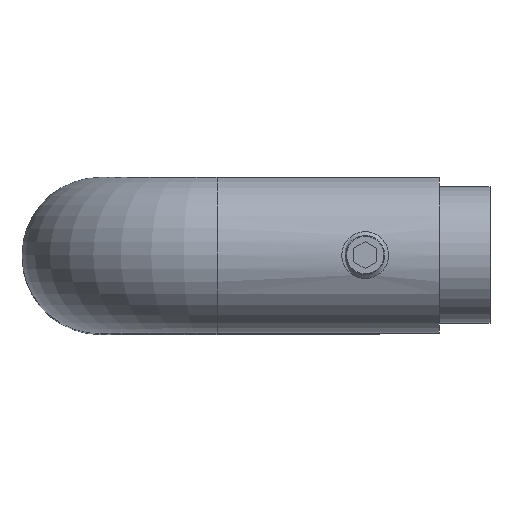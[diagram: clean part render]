
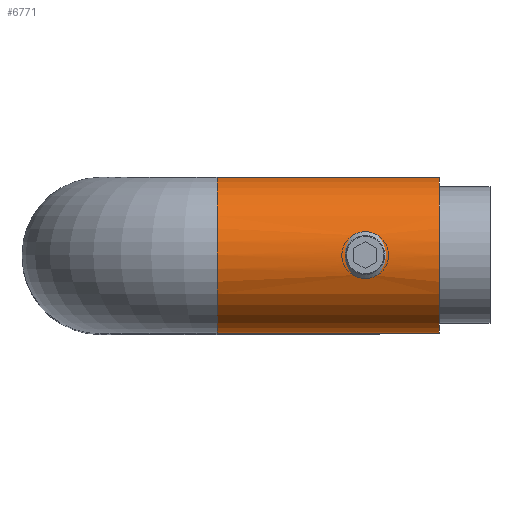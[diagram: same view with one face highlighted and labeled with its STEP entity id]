
A CAD part, top view. The second image highlights one B-rep face of the part: STEP entity #6771.
In plain terms, the highlighted cylindrical face has radius 10 mm (diameter 20 mm), a full revolution.
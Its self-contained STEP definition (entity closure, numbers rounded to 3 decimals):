
#163 = VERTEX_POINT ( 'NONE', #3893 ) ;
#620 = CARTESIAN_POINT ( 'NONE',  ( -9.801, 1.998, 14.462 ) ) ;
#657 = CARTESIAN_POINT ( 'NONE',  ( -9.884, 1.525, 14.013 ) ) ;
#698 = CARTESIAN_POINT ( 'NONE',  ( -9.884, 1.527, 17.986 ) ) ;
#738 = CARTESIAN_POINT ( 'NONE',  ( -10., 0.166, 13.5 ) ) ;
#777 = CARTESIAN_POINT ( 'NONE',  ( -9.968, -0.811, 13.63 ) ) ;
#1424 = DIRECTION ( 'NONE',  ( 1., 0., 0. ) ) ;
#1513 = CARTESIAN_POINT ( 'NONE',  ( -9.76, 2.184, 14.74 ) ) ;
#1553 = CARTESIAN_POINT ( 'NONE',  ( -9.687, 2.484, 16.329 ) ) ;
#1586 = CARTESIAN_POINT ( 'NONE',  ( -9.687, -2.483, 16.331 ) ) ;
#1622 = CARTESIAN_POINT ( 'NONE',  ( -9.968, 0.808, 18.371 ) ) ;
#1666 = CARTESIAN_POINT ( 'NONE',  ( -9.822, -1.882, 17.654 ) ) ;
#1673 = EDGE_CURVE ( 'NONE', #2988, #2988, #10550, .T. ) ;
#1896 = ORIENTED_EDGE ( 'NONE', *, *, #10331, .T. ) ;
#2103 = EDGE_CURVE ( 'NONE', #163, #163, #6996, .T. ) ;
#2190 = VERTEX_POINT ( 'NONE', #4677 ) ;
#2325 = CARTESIAN_POINT ( 'NONE',  ( -9.939, -1.112, 13.755 ) ) ;
#2360 = CARTESIAN_POINT ( 'NONE',  ( -9.715, 2.371, 15.191 ) ) ;
#2391 = CARTESIAN_POINT ( 'NONE',  ( -9.763, -2.168, 17.256 ) ) ;
#2433 = CARTESIAN_POINT ( 'NONE',  ( -9.703, 2.419, 15.349 ) ) ;
#2470 = CARTESIAN_POINT ( 'NONE',  ( -9.682, -2.5, 15.836 ) ) ;
#2988 = VERTEX_POINT ( 'NONE', #6411 ) ;
#3190 = CARTESIAN_POINT ( 'NONE',  ( -9.996, -0.329, 13.516 ) ) ;
#3226 = CARTESIAN_POINT ( 'NONE',  ( -9.745, -2.247, 14.891 ) ) ;
#3268 = CARTESIAN_POINT ( 'NONE',  ( -9.939, 1.11, 18.246 ) ) ;
#3306 = CARTESIAN_POINT ( 'NONE',  ( -9.922, 1.257, 18.167 ) ) ;
#3341 = CARTESIAN_POINT ( 'NONE',  ( -9.996, 0.329, 13.516 ) ) ;
#3599 = FACE_BOUND ( 'NONE', #10672, .T. ) ;
#3893 = CARTESIAN_POINT ( 'NONE',  ( 10., 0., 35. ) ) ;
#3942 = CARTESIAN_POINT ( 'NONE',  ( 0., 0., 6.5 ) ) ;
#4063 = CARTESIAN_POINT ( 'NONE',  ( -9.682, -2.5, 16.166 ) ) ;
#4101 = CARTESIAN_POINT ( 'NONE',  ( -9.922, -1.255, 13.832 ) ) ;
#4137 = CARTESIAN_POINT ( 'NONE',  ( -10., 0.165, 18.5 ) ) ;
#4172 = CARTESIAN_POINT ( 'NONE',  ( -9.801, -1.987, 17.526 ) ) ;
#4208 = CARTESIAN_POINT ( 'NONE',  ( -9.76, 2.183, 17.261 ) ) ;
#4677 = CARTESIAN_POINT ( 'NONE',  ( -10., 0., 13.5 ) ) ;
#4769 = DIRECTION ( 'NONE',  ( 0., 0., 1. ) ) ;
#4973 = CARTESIAN_POINT ( 'NONE',  ( -9.922, 1.254, 13.831 ) ) ;
#5011 = CARTESIAN_POINT ( 'NONE',  ( -9.687, 2.484, 15.672 ) ) ;
#5085 = CARTESIAN_POINT ( 'NONE',  ( -10., -0.326, 18.5 ) ) ;
#5799 = CARTESIAN_POINT ( 'NONE',  ( -9.884, -1.528, 14.014 ) ) ;
#5840 = CARTESIAN_POINT ( 'NONE',  ( -9.863, -1.654, 14.119 ) ) ;
#5874 = CARTESIAN_POINT ( 'NONE',  ( -9.801, 2., 17.536 ) ) ;
#5908 = CARTESIAN_POINT ( 'NONE',  ( -9.703, -2.42, 15.353 ) ) ;
#5952 = CARTESIAN_POINT ( 'NONE',  ( -9.801, -1.988, 14.475 ) ) ;
#6027 = B_SPLINE_CURVE_WITH_KNOTS ( 'NONE', 3,
 ( #6665, #738, #3341, #9401, #9319, #7556, #4973, #657, #6694, #620, #1513, #2360, #2433, #5011, #8490, #10229, #1553, #11090, #7629, #4208, #5874, #6780, #698, #3306, #3268, #1622, #9247, #10196, #4137, #5085, #11012, #7514, #11052, #9361, #8417, #1666, #4172, #2391, #8455, #6731, #10978, #1586, #4063, #2470, #11129, #5908, #9282, #3226, #6808, #5952, #8529, #5840, #5799, #4101, #2325, #777, #8375, #3190, #10117, #10158 ),
 .UNSPECIFIED., .T., .F.,
 ( 4, 2, 2, 2, 2, 2, 2, 2, 2, 2, 2, 2, 2, 2, 2, 2, 2, 2, 2, 2, 2, 2, 2, 2, 2, 2, 2, 2, 2, 4 ),
 ( 0., 0., 0.001, 0.001, 0.002, 0.003, 0.003, 0.004, 0.004, 0.005, 0.006, 0.006, 0.007, 0.007, 0.008, 0.009, 0.009, 0.01, 0.01, 0.011, 0.011, 0.012, 0.012, 0.013, 0.013, 0.014, 0.014, 0.015, 0.015, 0.016 ),
 .UNSPECIFIED. ) ;
#6411 = CARTESIAN_POINT ( 'NONE',  ( 10., 0., 6.5 ) ) ;
#6567 = ORIENTED_EDGE ( 'NONE', *, *, #1673, .T. ) ;
#6665 = CARTESIAN_POINT ( 'NONE',  ( -10., 0., 13.5 ) ) ;
#6694 = CARTESIAN_POINT ( 'NONE',  ( -9.863, 1.653, 14.118 ) ) ;
#6731 = CARTESIAN_POINT ( 'NONE',  ( -9.715, -2.371, 16.809 ) ) ;
#6744 = DIRECTION ( 'NONE',  ( 1., 0., 0. ) ) ;
#6771 = ADVANCED_FACE ( 'NONE', ( #3599, #9299, #8738 ), #7510, .T. ) ;
#6780 = CARTESIAN_POINT ( 'NONE',  ( -9.863, 1.652, 17.883 ) ) ;
#6808 = CARTESIAN_POINT ( 'NONE',  ( -9.762, -2.17, 14.748 ) ) ;
#6925 = AXIS2_PLACEMENT_3D ( 'NONE', #7989, #9814, #8824 ) ;
#6996 = CIRCLE ( 'NONE', #11046, 10. ) ;
#7394 = EDGE_LOOP ( 'NONE', ( #6567 ) ) ;
#7510 = CYLINDRICAL_SURFACE ( 'NONE', #6925, 10. ) ;
#7514 = CARTESIAN_POINT ( 'NONE',  ( -9.94, -1.108, 18.247 ) ) ;
#7548 = AXIS2_PLACEMENT_3D ( 'NONE', #3942, #4769, #1424 ) ;
#7556 = CARTESIAN_POINT ( 'NONE',  ( -9.939, 1.111, 13.754 ) ) ;
#7629 = CARTESIAN_POINT ( 'NONE',  ( -9.715, 2.372, 16.806 ) ) ;
#7989 = CARTESIAN_POINT ( 'NONE',  ( 0., 0., 35. ) ) ;
#8375 = CARTESIAN_POINT ( 'NONE',  ( -9.98, -0.652, 13.581 ) ) ;
#8417 = CARTESIAN_POINT ( 'NONE',  ( -9.863, -1.651, 17.884 ) ) ;
#8455 = CARTESIAN_POINT ( 'NONE',  ( -9.745, -2.245, 17.113 ) ) ;
#8490 = CARTESIAN_POINT ( 'NONE',  ( -9.682, 2.5, 15.835 ) ) ;
#8529 = CARTESIAN_POINT ( 'NONE',  ( -9.822, -1.884, 14.348 ) ) ;
#8738 = FACE_OUTER_BOUND ( 'NONE', #7394, .T. ) ;
#8824 = DIRECTION ( 'NONE',  ( -1., 0., 0. ) ) ;
#9247 = CARTESIAN_POINT ( 'NONE',  ( -9.98, 0.652, 18.419 ) ) ;
#9282 = CARTESIAN_POINT ( 'NONE',  ( -9.715, -2.372, 15.193 ) ) ;
#9292 = CARTESIAN_POINT ( 'NONE',  ( 0., 0., 35. ) ) ;
#9299 = FACE_OUTER_BOUND ( 'NONE', #11190, .T. ) ;
#9319 = CARTESIAN_POINT ( 'NONE',  ( -9.968, 0.808, 13.629 ) ) ;
#9361 = CARTESIAN_POINT ( 'NONE',  ( -9.884, -1.526, 17.987 ) ) ;
#9401 = CARTESIAN_POINT ( 'NONE',  ( -9.98, 0.649, 13.58 ) ) ;
#9814 = DIRECTION ( 'NONE',  ( 0., 0., -1. ) ) ;
#10117 = CARTESIAN_POINT ( 'NONE',  ( -10., -0.166, 13.5 ) ) ;
#10124 = DIRECTION ( 'NONE',  ( 0., 0., 1. ) ) ;
#10158 = CARTESIAN_POINT ( 'NONE',  ( -10., 0., 13.5 ) ) ;
#10182 = ORIENTED_EDGE ( 'NONE', *, *, #2103, .F. ) ;
#10196 = CARTESIAN_POINT ( 'NONE',  ( -9.996, 0.331, 18.483 ) ) ;
#10229 = CARTESIAN_POINT ( 'NONE',  ( -9.682, 2.5, 16.162 ) ) ;
#10331 = EDGE_CURVE ( 'NONE', #2190, #2190, #6027, .T. ) ;
#10550 = CIRCLE ( 'NONE', #7548, 10. ) ;
#10672 = EDGE_LOOP ( 'NONE', ( #1896 ) ) ;
#10978 = CARTESIAN_POINT ( 'NONE',  ( -9.703, -2.419, 16.651 ) ) ;
#11012 = CARTESIAN_POINT ( 'NONE',  ( -9.983, -0.656, 18.434 ) ) ;
#11046 = AXIS2_PLACEMENT_3D ( 'NONE', #9292, #10124, #6744 ) ;
#11052 = CARTESIAN_POINT ( 'NONE',  ( -9.922, -1.254, 18.169 ) ) ;
#11090 = CARTESIAN_POINT ( 'NONE',  ( -9.703, 2.42, 16.65 ) ) ;
#11129 = CARTESIAN_POINT ( 'NONE',  ( -9.687, -2.484, 15.674 ) ) ;
#11190 = EDGE_LOOP ( 'NONE', ( #10182 ) ) ;
